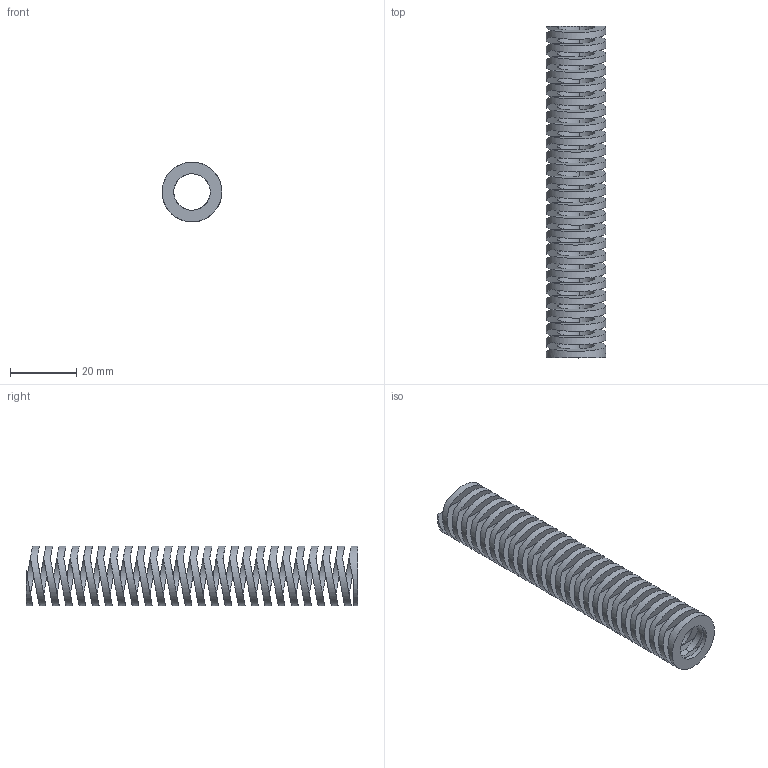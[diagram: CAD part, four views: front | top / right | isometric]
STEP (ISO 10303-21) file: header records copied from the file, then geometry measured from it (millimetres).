
FILE_DESCRIPTION( ( 'STEP AP214' ), '1' );
FILE_NAME( 'YSWC-D18-L100.stp', '2024-08-19T09:02:31', ( 'License CC BY-ND 4.0' ), ( 'CADENAS' ), ' ', 'PARTsolutions', ' ' );
FILE_SCHEMA( ( 'AUTOMOTIVE_DESIGN { 1 0 10303 214 1 1 1 1 }' ) );
Length unit declared in the file: millimetre
Products named in the file (1): _YSWC-D18-L100
Bounding box: 18 x 100 x 18 mm (x, y, z)
Volume: 8071.4 mm3; surface area: 12906.9 mm2
Topology: 1 solids, 1 shells, 155 faces, 366 edges, 212 vertices
Faces by surface type: plane 103, cylinder 52
Full cylindrical faces by diameter (mm): 11 x25, 18 x25
Entity records: 4484 total; most frequent: DIRECTION 726, CARTESIAN_POINT 620, ORIENTED_EDGE 616, AXIS2_PLACEMENT_3D 312, EDGE_CURVE 308, VERTEX_POINT 206, ELLIPSE 200, EDGE_LOOP 108
